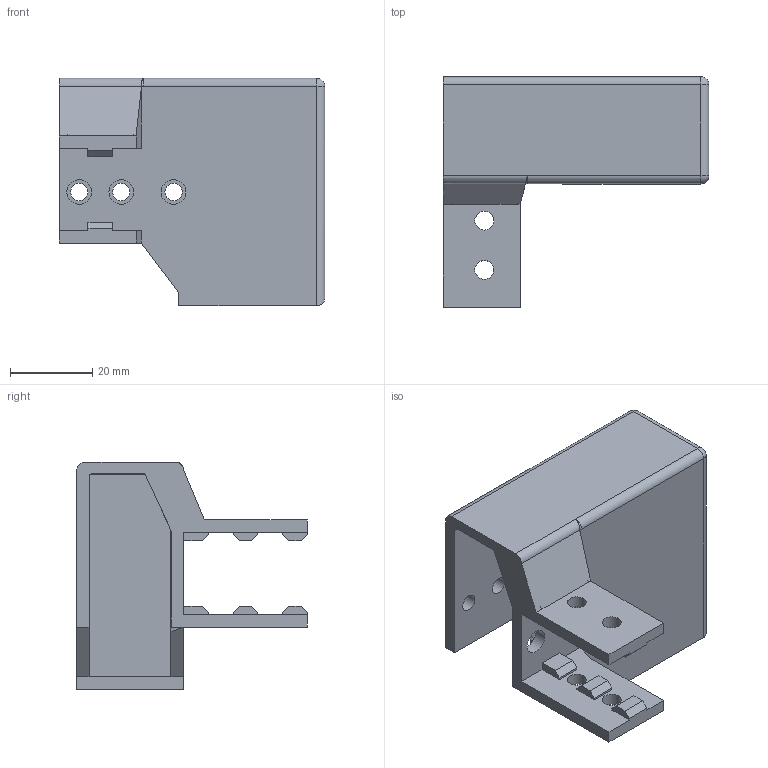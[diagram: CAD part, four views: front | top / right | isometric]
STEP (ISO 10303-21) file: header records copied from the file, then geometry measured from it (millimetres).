
FILE_DESCRIPTION(/* description */ ('STEP AP242'),/* implementation_level */ '2;1');
FILE_NAME(/* name */ '',/* time_stamp */ '2025-03-17T15:24:25+03:00',/* author */ ('Phantom'),/* organization */ ('UNSPECIFIED'),/* preprocessor_version */ 'ST-DEVELOPER v20',/* originating_system */ 'Autodesk Inventor 2025',/* authorisation */ '');
FILE_SCHEMA (('AUTOMOTIVE_DESIGN { 1 0 10303 214 3 1 1 }'));
Length unit declared in the file: millimetre
Products named in the file (1): уголок п образный
Bounding box: 64.53 x 56 x 55.2 mm (x, y, z)
Volume: 34201.7 mm3; surface area: 21821.5 mm2
Topology: 1 solids, 1 shells, 94 faces, 253 edges, 164 vertices
Faces by surface type: plane 72, cylinder 19, sphere 2, bspline 1
Full cylindrical faces by diameter (mm): 4.2 x3, 4.6 x4, 6 x3
Entity records: 3064 total; most frequent: CARTESIAN_POINT 588, ORIENTED_EDGE 506, DIRECTION 476, EDGE_CURVE 253, LINE 214, VECTOR 214, VERTEX_POINT 163, AXIS2_PLACEMENT_3D 131
